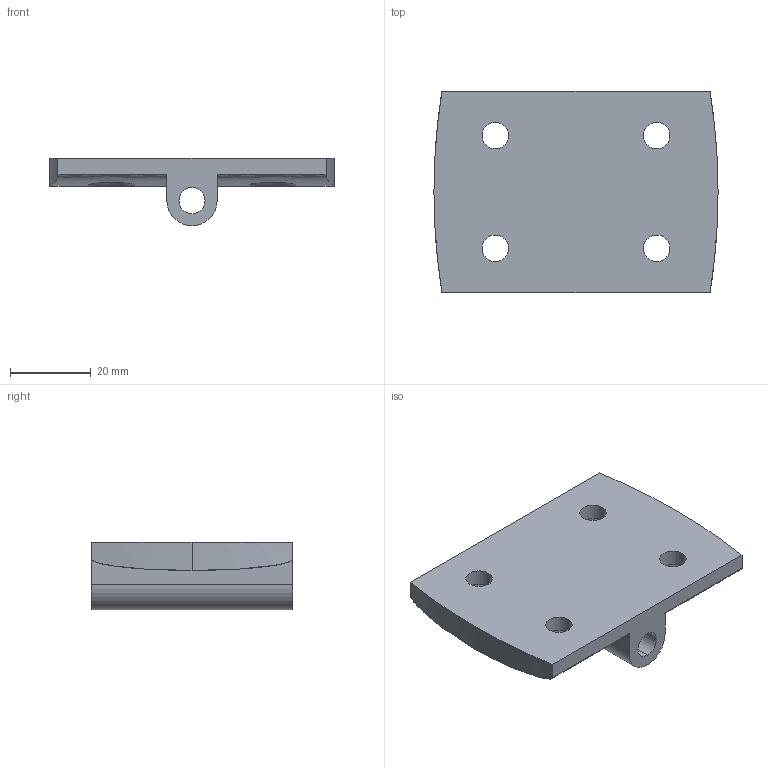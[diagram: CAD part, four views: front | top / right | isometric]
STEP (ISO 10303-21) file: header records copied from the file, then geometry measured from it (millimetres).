
FILE_DESCRIPTION (( 'STEP AP214' ), '1' );
FILE_NAME ('Äâåðíàÿ ïåòëÿ 40 ñåðèÿ (Al).STEP', '2022-05-13T08:05:51', ( 'user' ), ( '' ), 'SwSTEP 2.0', 'SolidWorks 2022', '' );
FILE_SCHEMA (( 'AUTOMOTIVE_DESIGN' ));
Length unit declared in the file: millimetre
Products named in the file (1): Äâåðíàÿ ïåòëÿ 40 ñåðèÿ (Al)
Bounding box: 70.5 x 50 x 16.75 mm (x, y, z)
Volume: 24811.2 mm3; surface area: 10327.5 mm2
Topology: 1 solids, 1 shells, 32 faces, 80 edges, 50 vertices
Faces by surface type: cylinder 15, cone 8, plane 5, bspline 4
Entity records: 1744 total; most frequent: CARTESIAN_POINT 963, ORIENTED_EDGE 160, DIRECTION 142, EDGE_CURVE 80, AXIS2_PLACEMENT_3D 55, VERTEX_POINT 50, EDGE_LOOP 42, LINE 32
